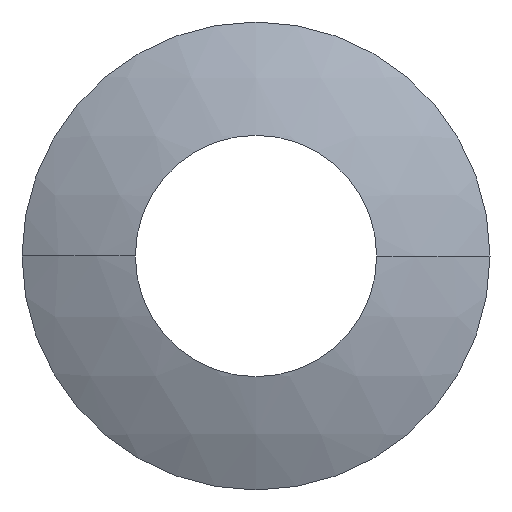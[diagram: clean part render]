
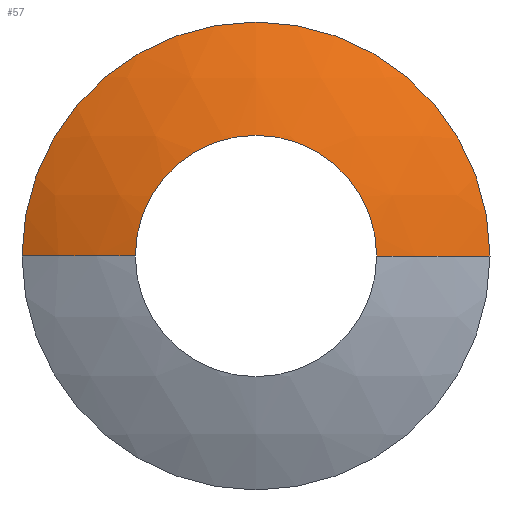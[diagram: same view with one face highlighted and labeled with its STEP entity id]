
A CAD part, front view. The second image highlights one B-rep face of the part: STEP entity #57.
In plain terms, the highlighted spherical face has radius 35 mm.
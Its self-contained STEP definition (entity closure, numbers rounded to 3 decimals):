
#27 = VERTEX_POINT ( 'NONE', #115 ) ;
#31 = VERTEX_POINT ( 'NONE', #173 ) ;
#32 = EDGE_CURVE ( 'NONE', #61, #76, #100, .T. ) ;
#33 = ORIENTED_EDGE ( 'NONE', *, *, #38, .T. ) ;
#34 = EDGE_LOOP ( 'NONE', ( #65, #33, #72, #71, #62, #69 ) ) ;
#37 = VERTEX_POINT ( 'NONE', #207 ) ;
#38 = EDGE_CURVE ( 'NONE', #77, #37, #105, .T. ) ;
#57 = ADVANCED_FACE ( 'NONE', ( #98 ), #214, .T. ) ;
#61 = VERTEX_POINT ( 'NONE', #96 ) ;
#62 = ORIENTED_EDGE ( 'NONE', *, *, #32, .F. ) ;
#63 = EDGE_CURVE ( 'NONE', #61, #27, #258, .T. ) ;
#65 = ORIENTED_EDGE ( 'NONE', *, *, #75, .T. ) ;
#69 = ORIENTED_EDGE ( 'NONE', *, *, #63, .T. ) ;
#71 = ORIENTED_EDGE ( 'NONE', *, *, #73, .F. ) ;
#72 = ORIENTED_EDGE ( 'NONE', *, *, #74, .F. ) ;
#73 = EDGE_CURVE ( 'NONE', #76, #31, #259, .T. ) ;
#74 = EDGE_CURVE ( 'NONE', #31, #37, #246, .T. ) ;
#75 = EDGE_CURVE ( 'NONE', #27, #77, #235, .T. ) ;
#76 = VERTEX_POINT ( 'NONE', #239 ) ;
#77 = VERTEX_POINT ( 'NONE', #171 ) ;
#95 = DIRECTION ( 'NONE',  ( 1., 0., 0. ) ) ;
#96 = CARTESIAN_POINT ( 'NONE',  ( 16., 3.985, 0. ) ) ;
#97 = CARTESIAN_POINT ( 'NONE',  ( 0., 35.114, 0. ) ) ;
#98 = FACE_OUTER_BOUND ( 'NONE', #34, .T. ) ;
#100 = CIRCLE ( 'NONE', #205, 35. ) ;
#105 = CIRCLE ( 'NONE', #183, 35. ) ;
#112 = DIRECTION ( 'NONE',  ( 1., 0., 0. ) ) ;
#113 = DIRECTION ( 'NONE',  ( 0., 0., 1. ) ) ;
#115 = CARTESIAN_POINT ( 'NONE',  ( 0., 3.985, 16. ) ) ;
#119 = AXIS2_PLACEMENT_3D ( 'NONE', #97, #122, #95 ) ;
#122 = DIRECTION ( 'NONE',  ( 0., 0., 1. ) ) ;
#124 = CARTESIAN_POINT ( 'NONE',  ( 0., 1.1, 0. ) ) ;
#171 = CARTESIAN_POINT ( 'NONE',  ( -16., 3.985, 0. ) ) ;
#173 = CARTESIAN_POINT ( 'NONE',  ( 0., 1.1, 8.25 ) ) ;
#182 = CARTESIAN_POINT ( 'NONE',  ( 0., 35.114, 0. ) ) ;
#183 = AXIS2_PLACEMENT_3D ( 'NONE', #182, #113, #112 ) ;
#185 = DIRECTION ( 'NONE',  ( -1., 0., 0. ) ) ;
#186 = DIRECTION ( 'NONE',  ( 0., 0., -1. ) ) ;
#204 = CARTESIAN_POINT ( 'NONE',  ( 0., 35.114, 0. ) ) ;
#205 = AXIS2_PLACEMENT_3D ( 'NONE', #204, #186, #185 ) ;
#207 = CARTESIAN_POINT ( 'NONE',  ( -8.25, 1.1, 0. ) ) ;
#214 = SPHERICAL_SURFACE ( 'NONE', #119, 35. ) ;
#232 = DIRECTION ( 'NONE',  ( 0., 0., -1. ) ) ;
#233 = DIRECTION ( 'NONE',  ( 0., -1., 0. ) ) ;
#234 = CARTESIAN_POINT ( 'NONE',  ( 0., 3.985, 0. ) ) ;
#235 = CIRCLE ( 'NONE', #247, 16. ) ;
#237 = DIRECTION ( 'NONE',  ( 0., 0., -1. ) ) ;
#238 = DIRECTION ( 'NONE',  ( 0., -1., 0. ) ) ;
#239 = CARTESIAN_POINT ( 'NONE',  ( 8.25, 1.1, 0. ) ) ;
#242 = DIRECTION ( 'NONE',  ( 0., 0., -1. ) ) ;
#243 = DIRECTION ( 'NONE',  ( 0., -1., 0. ) ) ;
#244 = CARTESIAN_POINT ( 'NONE',  ( 0., 1.1, 0. ) ) ;
#245 = AXIS2_PLACEMENT_3D ( 'NONE', #244, #243, #242 ) ;
#246 = CIRCLE ( 'NONE', #251, 8.25 ) ;
#247 = AXIS2_PLACEMENT_3D ( 'NONE', #234, #233, #232 ) ;
#251 = AXIS2_PLACEMENT_3D ( 'NONE', #124, #238, #237 ) ;
#254 = DIRECTION ( 'NONE',  ( 0., 0., -1. ) ) ;
#255 = DIRECTION ( 'NONE',  ( 0., -1., 0. ) ) ;
#256 = CARTESIAN_POINT ( 'NONE',  ( 0., 3.985, 0. ) ) ;
#257 = AXIS2_PLACEMENT_3D ( 'NONE', #256, #255, #254 ) ;
#258 = CIRCLE ( 'NONE', #257, 16. ) ;
#259 = CIRCLE ( 'NONE', #245, 8.25 ) ;
